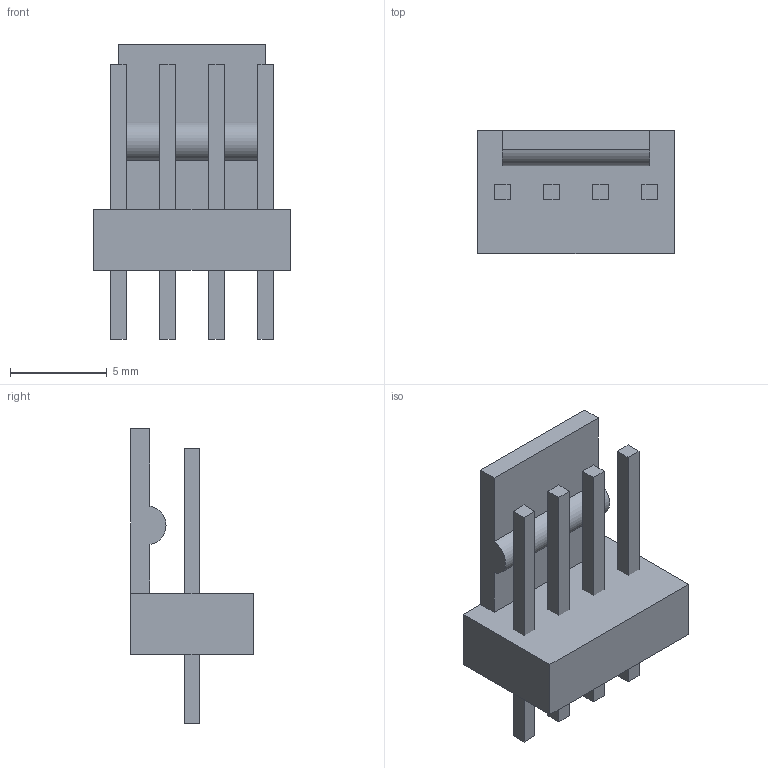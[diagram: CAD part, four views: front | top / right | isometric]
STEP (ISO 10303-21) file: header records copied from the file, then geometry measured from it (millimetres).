
FILE_DESCRIPTION (( 'STEP AP214' ), '1' );
FILE_NAME ('molex-22-27-2041.STEP', '2008-08-03T04:23:36', ( 'j' ), ( '' ), 'SwSTEP 2.0', 'SolidWorks 2004231', '' );
FILE_SCHEMA (( 'AUTOMOTIVE_DESIGN' ));
Length unit declared in the file: millimetre
Products named in the file (1): molex-22-27-2041
Bounding box: 10.16 x 6.35 x 15.24 mm (x, y, z)
Volume: 315.2 mm3; surface area: 576.3 mm2
Topology: 5 solids, 5 shells, 36 faces, 78 edges, 52 vertices
Faces by surface type: plane 35, cylinder 1
Entity records: 1155 total; most frequent: CARTESIAN_POINT 167, ORIENTED_EDGE 156, DIRECTION 154, EDGE_CURVE 78, VECTOR 76, LINE 76, VERTEX_POINT 52, AXIS2_PLACEMENT_3D 39
